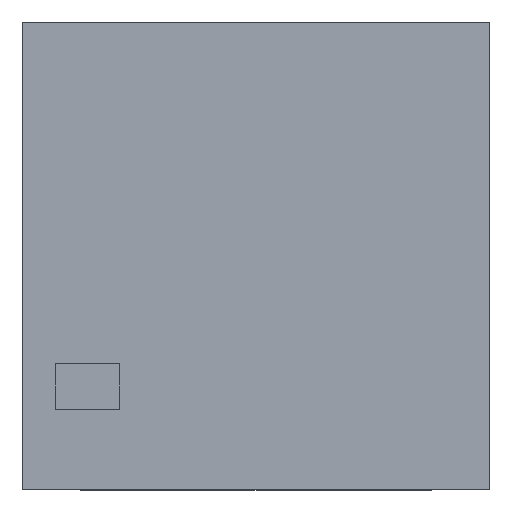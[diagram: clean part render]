
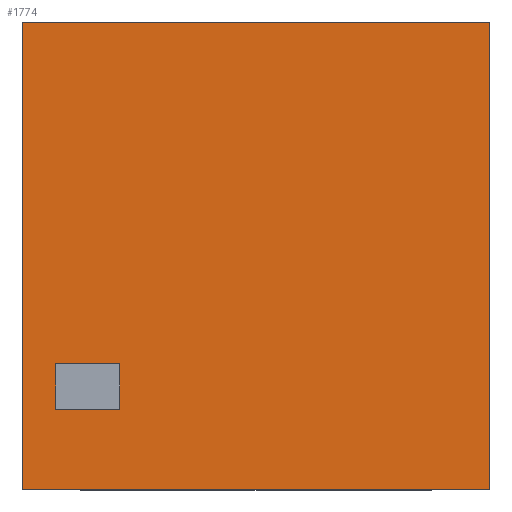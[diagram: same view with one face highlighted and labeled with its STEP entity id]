
A CAD part, top view. The second image highlights one B-rep face of the part: STEP entity #1774.
In plain terms, the highlighted planar face has unit normal (0, 0, 1).
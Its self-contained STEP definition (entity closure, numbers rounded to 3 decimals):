
#18 = EDGE_LOOP ( 'NONE', ( #2554, #2243, #2947, #3922 ) ) ;
#35 = DIRECTION ( 'NONE',  ( 1., 0., 0. ) ) ;
#82 = VECTOR ( 'NONE', #4158, 1000. ) ;
#101 = ORIENTED_EDGE ( 'NONE', *, *, #2605, .F. ) ;
#147 = VERTEX_POINT ( 'NONE', #1425 ) ;
#213 = VECTOR ( 'NONE', #3705, 1000. ) ;
#421 = DIRECTION ( 'NONE',  ( -1., 0., 0. ) ) ;
#432 = LINE ( 'NONE', #1430, #1395 ) ;
#566 = DIRECTION ( 'NONE',  ( 0., 1., 0. ) ) ;
#695 = VECTOR ( 'NONE', #4097, 1000. ) ;
#731 = CARTESIAN_POINT ( 'NONE',  ( -0.5, 0.5, 0.8 ) ) ;
#778 = EDGE_CURVE ( 'NONE', #1656, #4366, #3121, .T. ) ;
#781 = VERTEX_POINT ( 'NONE', #1861 ) ;
#848 = CARTESIAN_POINT ( 'NONE',  ( -0.5, 0.5, 0.8 ) ) ;
#909 = VECTOR ( 'NONE', #2412, 1000. ) ;
#935 = LINE ( 'NONE', #3664, #3324 ) ;
#1029 = VERTEX_POINT ( 'NONE', #2573 ) ;
#1031 = CARTESIAN_POINT ( 'NONE',  ( 0.5, 0.5, 0.8 ) ) ;
#1114 = CARTESIAN_POINT ( 'NONE',  ( -0.428, -0.231, 0.8 ) ) ;
#1324 = EDGE_CURVE ( 'NONE', #2540, #1029, #3508, .T. ) ;
#1395 = VECTOR ( 'NONE', #35, 1000. ) ;
#1425 = CARTESIAN_POINT ( 'NONE',  ( 0.5, -0.5, 0.8 ) ) ;
#1430 = CARTESIAN_POINT ( 'NONE',  ( -0.5, -0.5, 0.8 ) ) ;
#1518 = VECTOR ( 'NONE', #3936, 1000. ) ;
#1656 = VERTEX_POINT ( 'NONE', #4224 ) ;
#1674 = LINE ( 'NONE', #2366, #695 ) ;
#1774 = ADVANCED_FACE ( 'NONE', ( #2405, #3797 ), #2217, .T. ) ;
#1861 = CARTESIAN_POINT ( 'NONE',  ( -0.5, -0.5, 0.8 ) ) ;
#1922 = DIRECTION ( 'NONE',  ( 1., 0., 0. ) ) ;
#1962 = VERTEX_POINT ( 'NONE', #848 ) ;
#2007 = AXIS2_PLACEMENT_3D ( 'NONE', #2588, #4276, #1922 ) ;
#2090 = CARTESIAN_POINT ( 'NONE',  ( -0.291, -0.231, 0.8 ) ) ;
#2099 = CARTESIAN_POINT ( 'NONE',  ( -0.291, -0.231, 0.8 ) ) ;
#2217 = PLANE ( 'NONE',  #2007 ) ;
#2243 = ORIENTED_EDGE ( 'NONE', *, *, #2662, .T. ) ;
#2331 = ORIENTED_EDGE ( 'NONE', *, *, #778, .F. ) ;
#2366 = CARTESIAN_POINT ( 'NONE',  ( -0.428, -0.231, 0.8 ) ) ;
#2405 = FACE_OUTER_BOUND ( 'NONE', #18, .T. ) ;
#2412 = DIRECTION ( 'NONE',  ( 0., 1., 0. ) ) ;
#2540 = VERTEX_POINT ( 'NONE', #2090 ) ;
#2554 = ORIENTED_EDGE ( 'NONE', *, *, #4069, .T. ) ;
#2573 = CARTESIAN_POINT ( 'NONE',  ( -0.428, -0.231, 0.8 ) ) ;
#2588 = CARTESIAN_POINT ( 'NONE',  ( 0., 0., 0.8 ) ) ;
#2590 = VECTOR ( 'NONE', #421, 1000. ) ;
#2605 = EDGE_CURVE ( 'NONE', #4366, #2540, #4176, .T. ) ;
#2630 = ORIENTED_EDGE ( 'NONE', *, *, #3802, .F. ) ;
#2662 = EDGE_CURVE ( 'NONE', #3811, #1962, #3469, .T. ) ;
#2768 = CARTESIAN_POINT ( 'NONE',  ( -0.428, -0.329, 0.8 ) ) ;
#2947 = ORIENTED_EDGE ( 'NONE', *, *, #4380, .T. ) ;
#2994 = EDGE_CURVE ( 'NONE', #781, #147, #432, .T. ) ;
#3052 = CARTESIAN_POINT ( 'NONE',  ( 0.5, 0.5, 0.8 ) ) ;
#3110 = CARTESIAN_POINT ( 'NONE',  ( -0.291, -0.329, 0.8 ) ) ;
#3121 = LINE ( 'NONE', #2768, #82 ) ;
#3280 = EDGE_LOOP ( 'NONE', ( #2331, #2630, #3630, #101 ) ) ;
#3324 = VECTOR ( 'NONE', #566, 1000. ) ;
#3469 = LINE ( 'NONE', #3052, #2590 ) ;
#3508 = LINE ( 'NONE', #1114, #1518 ) ;
#3630 = ORIENTED_EDGE ( 'NONE', *, *, #1324, .F. ) ;
#3664 = CARTESIAN_POINT ( 'NONE',  ( 0.5, -0.5, 0.8 ) ) ;
#3705 = DIRECTION ( 'NONE',  ( 0., -1., 0. ) ) ;
#3797 = FACE_BOUND ( 'NONE', #3280, .T. ) ;
#3802 = EDGE_CURVE ( 'NONE', #1029, #1656, #1674, .T. ) ;
#3811 = VERTEX_POINT ( 'NONE', #1031 ) ;
#3922 = ORIENTED_EDGE ( 'NONE', *, *, #2994, .T. ) ;
#3936 = DIRECTION ( 'NONE',  ( -1., 0., 0. ) ) ;
#4050 = LINE ( 'NONE', #731, #213 ) ;
#4069 = EDGE_CURVE ( 'NONE', #147, #3811, #935, .T. ) ;
#4097 = DIRECTION ( 'NONE',  ( 0., -1., 0. ) ) ;
#4158 = DIRECTION ( 'NONE',  ( 1., 0., 0. ) ) ;
#4176 = LINE ( 'NONE', #2099, #909 ) ;
#4224 = CARTESIAN_POINT ( 'NONE',  ( -0.428, -0.329, 0.8 ) ) ;
#4276 = DIRECTION ( 'NONE',  ( 0., 0., 1. ) ) ;
#4366 = VERTEX_POINT ( 'NONE', #3110 ) ;
#4380 = EDGE_CURVE ( 'NONE', #1962, #781, #4050, .T. ) ;
